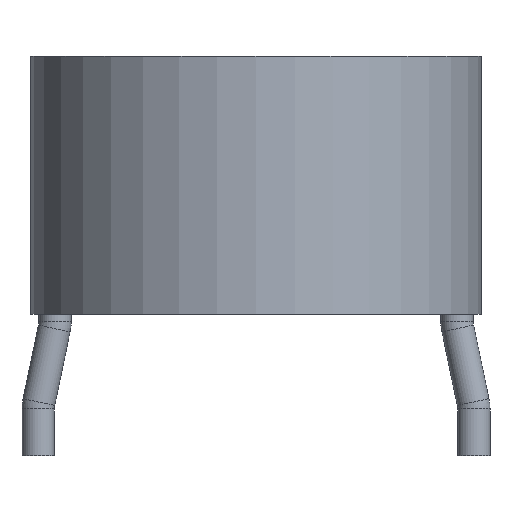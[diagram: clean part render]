
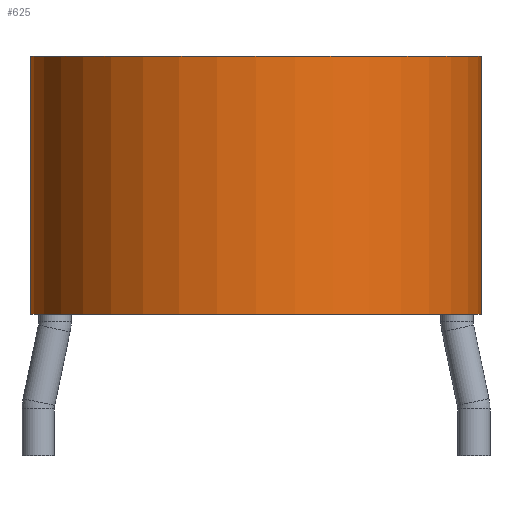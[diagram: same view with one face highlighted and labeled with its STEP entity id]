
A CAD part, front view. The second image highlights one B-rep face of the part: STEP entity #625.
In plain terms, the highlighted cylindrical face has radius 12.205 mm (diameter 24.409 mm), a partial arc.
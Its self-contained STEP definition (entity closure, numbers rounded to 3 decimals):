
#526=CARTESIAN_POINT('',(-0.405,0.0,13.995));
#525=VERTEX_POINT('',#526);
#528=CARTESIAN_POINT('',(24.005,0.0,13.995));
#527=VERTEX_POINT('',#528);
#531=CARTESIAN_POINT('',(11.8,0.0,13.995));
#535=EDGE_CURVE($,#527,#525,#540,.T.);
#540=CIRCLE($,#541,12.205);
#541=AXIS2_PLACEMENT_3D($,#531,#543,#544);
#543=DIRECTION('',(0.0,0.0,-1.0));
#544=DIRECTION('',(-1.0,0.0,0.0));
#581=CARTESIAN_POINT('',(-0.405,0.0,0.0));
#580=VERTEX_POINT('',#581);
#583=CARTESIAN_POINT('',(24.005,0.0,0.0));
#582=VERTEX_POINT('',#583);
#579=EDGE_CURVE($,#580,#582,#584,.T.);
#584=CIRCLE($,#585,12.205);
#586=CARTESIAN_POINT('',(11.8,0.0,0.0));
#585=AXIS2_PLACEMENT_3D($,#586,#587,#588);
#587=DIRECTION('',(0.0,0.0,1.0));
#588=DIRECTION('',(-1.0,0.0,0.0));
#625=ADVANCED_FACE($,(#631),#626,.T.);
#626=CYLINDRICAL_SURFACE($,#627,12.205);
#627=AXIS2_PLACEMENT_3D($,#628,#629,#630);
#628=CARTESIAN_POINT('',(11.8,0.0,0.0));
#629=DIRECTION('',(0.,0.,1.));
#630=DIRECTION('',(1.,0.,0.));
#631=FACE_OUTER_BOUND($,#632,.T.);
#632=EDGE_LOOP($,(#655, #633, #665, #644));
#656=EDGE_CURVE('',#580,#525,#661,.T.);
#661=LINE('',#581,#663);
#663=VECTOR('',#664,13.995);
#664=DIRECTION('',(0.0,0.0,1.0));
#655=ORIENTED_EDGE('',*,*,#656,.F.);
#633=ORIENTED_EDGE('',*,*,#579,.T.);
#666=EDGE_CURVE('',#527,#582,#671,.T.);
#671=LINE('',#528,#673);
#673=VECTOR('',#674,13.995);
#674=DIRECTION('',(0.0,0.0,-1.0));
#665=ORIENTED_EDGE('',*,*,#666,.F.);
#644=ORIENTED_EDGE('',*,*,#535,.T.);
